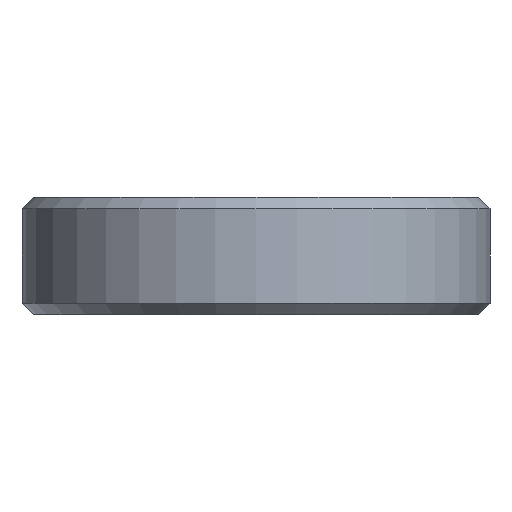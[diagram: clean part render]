
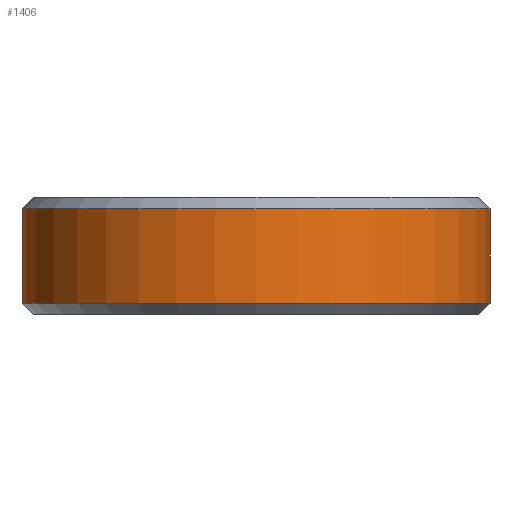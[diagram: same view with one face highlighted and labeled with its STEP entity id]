
A CAD part, left-side view. The second image highlights one B-rep face of the part: STEP entity #1406.
In plain terms, the highlighted cylindrical face has radius 6.25 mm (diameter 12.5 mm), a partial arc.
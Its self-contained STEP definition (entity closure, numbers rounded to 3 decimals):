
#144 = VERTEX_POINT('',#145);
#145 = CARTESIAN_POINT('',(0.,-6.25,0.3));
#161 = CONICAL_SURFACE('',#162,6.25,0.785);
#162 = AXIS2_PLACEMENT_3D('',#163,#164,#165);
#163 = CARTESIAN_POINT('',(0.,0.,0.3));
#164 = DIRECTION('',(0.,0.,1.));
#165 = DIRECTION('',(0.,1.,0.));
#187 = PLANE('',#188);
#188 = AXIS2_PLACEMENT_3D('',#189,#190,#191);
#189 = CARTESIAN_POINT('',(125.,-6.25,0.));
#190 = DIRECTION('',(0.,-1.,0.));
#191 = DIRECTION('',(-1.,0.,0.));
#290 = PLANE('',#291);
#291 = AXIS2_PLACEMENT_3D('',#292,#293,#294);
#292 = CARTESIAN_POINT('',(125.,6.25,0.));
#293 = DIRECTION('',(0.,-1.,0.));
#294 = DIRECTION('',(-1.,0.,0.));
#653 = VERTEX_POINT('',#654);
#654 = CARTESIAN_POINT('',(0.,6.25,0.3));
#701 = EDGE_CURVE('',#653,#144,#702,.T.);
#702 = SURFACE_CURVE('',#703,(#708,#715),.PCURVE_S1.);
#703 = CIRCLE('',#704,6.25);
#704 = AXIS2_PLACEMENT_3D('',#705,#706,#707);
#705 = CARTESIAN_POINT('',(0.,0.,0.3));
#706 = DIRECTION('',(0.,-0.,1.));
#707 = DIRECTION('',(0.,1.,0.));
#708 = PCURVE('',#161,#709);
#709 = DEFINITIONAL_REPRESENTATION('',(#710),#714);
#710 = LINE('',#711,#712);
#711 = CARTESIAN_POINT('',(0.,-0.));
#712 = VECTOR('',#713,1.);
#713 = DIRECTION('',(1.,-0.));
#714 = ( GEOMETRIC_REPRESENTATION_CONTEXT(2) 
PARAMETRIC_REPRESENTATION_CONTEXT() REPRESENTATION_CONTEXT('2D SPACE',''
  ) );
#715 = PCURVE('',#716,#721);
#716 = CYLINDRICAL_SURFACE('',#717,6.25);
#717 = AXIS2_PLACEMENT_3D('',#718,#719,#720);
#718 = CARTESIAN_POINT('',(0.,0.,0.));
#719 = DIRECTION('',(-0.,-0.,-1.));
#720 = DIRECTION('',(1.,0.,0.));
#721 = DEFINITIONAL_REPRESENTATION('',(#722),#726);
#722 = LINE('',#723,#724);
#723 = CARTESIAN_POINT('',(-1.571,-0.3));
#724 = VECTOR('',#725,1.);
#725 = DIRECTION('',(-1.,0.));
#726 = ( GEOMETRIC_REPRESENTATION_CONTEXT(2) 
PARAMETRIC_REPRESENTATION_CONTEXT() REPRESENTATION_CONTEXT('2D SPACE',''
  ) );
#735 = VERTEX_POINT('',#736);
#736 = CARTESIAN_POINT('',(0.,-6.25,2.825));
#762 = EDGE_CURVE('',#144,#735,#763,.T.);
#763 = SURFACE_CURVE('',#764,(#768,#775),.PCURVE_S1.);
#764 = LINE('',#765,#766);
#765 = CARTESIAN_POINT('',(0.,-6.25,0.));
#766 = VECTOR('',#767,1.);
#767 = DIRECTION('',(0.,0.,1.));
#768 = PCURVE('',#187,#769);
#769 = DEFINITIONAL_REPRESENTATION('',(#770),#774);
#770 = LINE('',#771,#772);
#771 = CARTESIAN_POINT('',(125.,0.));
#772 = VECTOR('',#773,1.);
#773 = DIRECTION('',(0.,-1.));
#774 = ( GEOMETRIC_REPRESENTATION_CONTEXT(2) 
PARAMETRIC_REPRESENTATION_CONTEXT() REPRESENTATION_CONTEXT('2D SPACE',''
  ) );
#775 = PCURVE('',#716,#776);
#776 = DEFINITIONAL_REPRESENTATION('',(#777),#781);
#777 = LINE('',#778,#779);
#778 = CARTESIAN_POINT('',(-4.712,0.));
#779 = VECTOR('',#780,1.);
#780 = DIRECTION('',(-0.,-1.));
#781 = ( GEOMETRIC_REPRESENTATION_CONTEXT(2) 
PARAMETRIC_REPRESENTATION_CONTEXT() REPRESENTATION_CONTEXT('2D SPACE',''
  ) );
#871 = VERTEX_POINT('',#872);
#872 = CARTESIAN_POINT('',(0.,6.25,2.825));
#893 = EDGE_CURVE('',#653,#871,#894,.T.);
#894 = SURFACE_CURVE('',#895,(#899,#906),.PCURVE_S1.);
#895 = LINE('',#896,#897);
#896 = CARTESIAN_POINT('',(0.,6.25,0.));
#897 = VECTOR('',#898,1.);
#898 = DIRECTION('',(0.,0.,1.));
#899 = PCURVE('',#290,#900);
#900 = DEFINITIONAL_REPRESENTATION('',(#901),#905);
#901 = LINE('',#902,#903);
#902 = CARTESIAN_POINT('',(125.,0.));
#903 = VECTOR('',#904,1.);
#904 = DIRECTION('',(0.,-1.));
#905 = ( GEOMETRIC_REPRESENTATION_CONTEXT(2) 
PARAMETRIC_REPRESENTATION_CONTEXT() REPRESENTATION_CONTEXT('2D SPACE',''
  ) );
#906 = PCURVE('',#716,#907);
#907 = DEFINITIONAL_REPRESENTATION('',(#908),#912);
#908 = LINE('',#909,#910);
#909 = CARTESIAN_POINT('',(-1.571,0.));
#910 = VECTOR('',#911,1.);
#911 = DIRECTION('',(-0.,-1.));
#912 = ( GEOMETRIC_REPRESENTATION_CONTEXT(2) 
PARAMETRIC_REPRESENTATION_CONTEXT() REPRESENTATION_CONTEXT('2D SPACE',''
  ) );
#1406 = ADVANCED_FACE('',(#1407),#716,.T.);
#1407 = FACE_BOUND('',#1408,.F.);
#1408 = EDGE_LOOP('',(#1409,#1410,#1437,#1438));
#1409 = ORIENTED_EDGE('',*,*,#893,.T.);
#1410 = ORIENTED_EDGE('',*,*,#1411,.T.);
#1411 = EDGE_CURVE('',#871,#735,#1412,.T.);
#1412 = SURFACE_CURVE('',#1413,(#1418,#1425),.PCURVE_S1.);
#1413 = CIRCLE('',#1414,6.25);
#1414 = AXIS2_PLACEMENT_3D('',#1415,#1416,#1417);
#1415 = CARTESIAN_POINT('',(0.,0.,2.825));
#1416 = DIRECTION('',(0.,-0.,1.));
#1417 = DIRECTION('',(0.,1.,0.));
#1418 = PCURVE('',#716,#1419);
#1419 = DEFINITIONAL_REPRESENTATION('',(#1420),#1424);
#1420 = LINE('',#1421,#1422);
#1421 = CARTESIAN_POINT('',(-1.571,-2.825));
#1422 = VECTOR('',#1423,1.);
#1423 = DIRECTION('',(-1.,0.));
#1424 = ( GEOMETRIC_REPRESENTATION_CONTEXT(2) 
PARAMETRIC_REPRESENTATION_CONTEXT() REPRESENTATION_CONTEXT('2D SPACE',''
  ) );
#1425 = PCURVE('',#1426,#1431);
#1426 = CONICAL_SURFACE('',#1427,6.25,0.785);
#1427 = AXIS2_PLACEMENT_3D('',#1428,#1429,#1430);
#1428 = CARTESIAN_POINT('',(0.,0.,2.825));
#1429 = DIRECTION('',(-0.,-0.,-1.));
#1430 = DIRECTION('',(0.,1.,0.));
#1431 = DEFINITIONAL_REPRESENTATION('',(#1432),#1436);
#1432 = LINE('',#1433,#1434);
#1433 = CARTESIAN_POINT('',(-0.,-0.));
#1434 = VECTOR('',#1435,1.);
#1435 = DIRECTION('',(-1.,-0.));
#1436 = ( GEOMETRIC_REPRESENTATION_CONTEXT(2) 
PARAMETRIC_REPRESENTATION_CONTEXT() REPRESENTATION_CONTEXT('2D SPACE',''
  ) );
#1437 = ORIENTED_EDGE('',*,*,#762,.F.);
#1438 = ORIENTED_EDGE('',*,*,#701,.F.);
